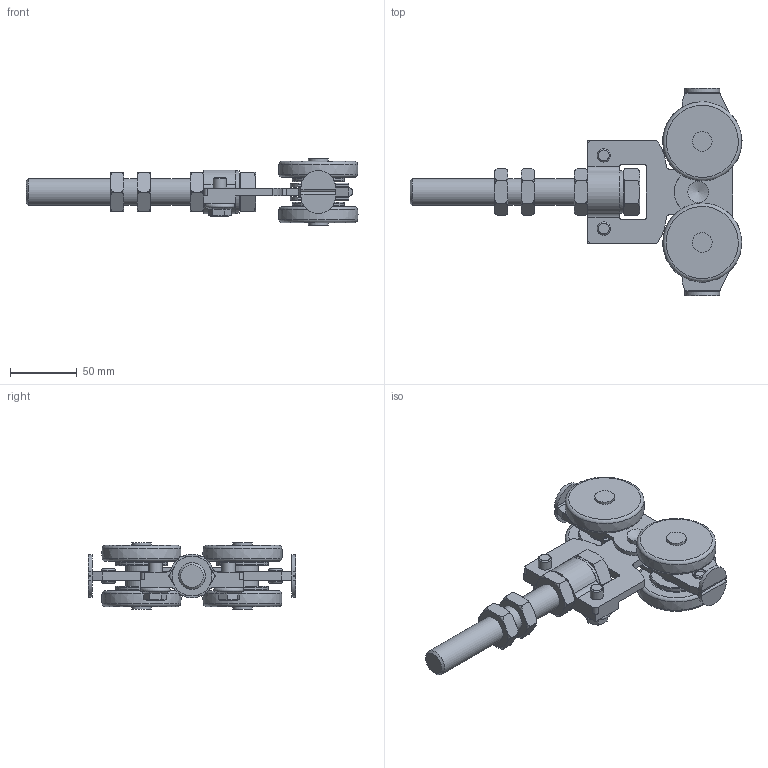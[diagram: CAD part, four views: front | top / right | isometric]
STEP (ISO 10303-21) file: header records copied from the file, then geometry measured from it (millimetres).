
FILE_DESCRIPTION(/* description */ (''),/* implementation_level */ '2;1');
FILE_NAME(/* name */ '9265SL.stp',/* time_stamp */ '2022-12-15T10:23:12+01:00',/* author */ ('Giuliano'),/* organization */ (''),/* preprocessor_version */ 'ST-DEVELOPER v18.1',/* originating_system */ 'Autodesk Inventor 2021',/* authorisation */ '');
FILE_SCHEMA (('AUTOMOTIVE_DESIGN { 1 0 10303 214 3 1 1 }'));
Length unit declared in the file: millimetre
Products named in the file (1): Pièce1
Bounding box: 249.35 x 156 x 50 mm (x, y, z)
Volume: 322558.7 mm3; surface area: 82947.9 mm2
Topology: 1 solids, 1 shells, 365 faces, 911 edges, 575 vertices
Faces by surface type: plane 166, cylinder 119, torus 58, cone 18, bspline 4
Full cylindrical faces by diameter (mm): 10 x2, 10.4 x4, 14.8 x4, 15.8 x3, 18 x1, 20 x4, 24 x4, 27.7 x1, 32 x1, 39 x4
Entity records: 11783 total; most frequent: CARTESIAN_POINT 3055, DIRECTION 1848, ORIENTED_EDGE 1820, EDGE_CURVE 910, AXIS2_PLACEMENT_3D 720, VERTEX_POINT 575, LINE 408, VECTOR 408
